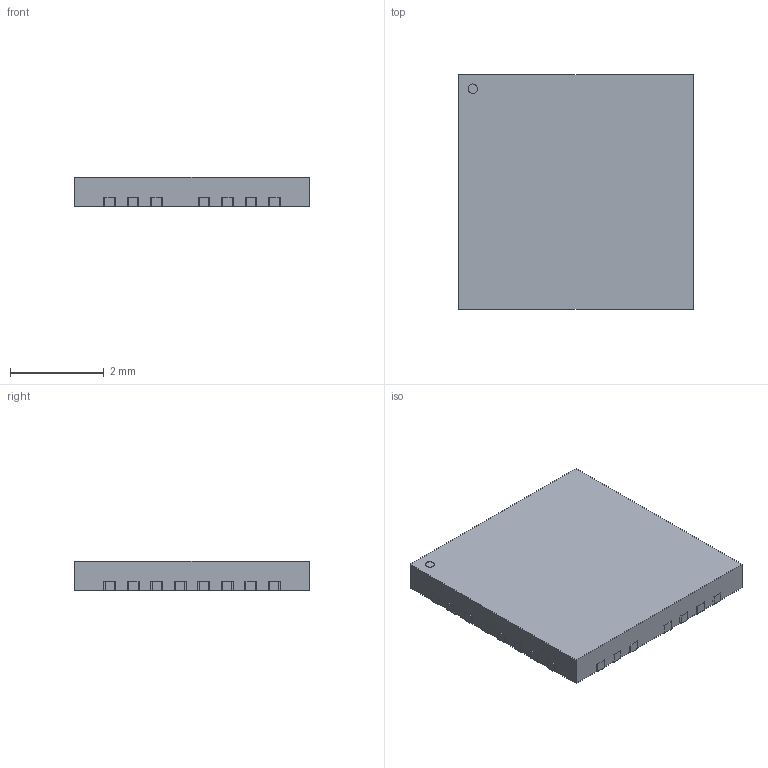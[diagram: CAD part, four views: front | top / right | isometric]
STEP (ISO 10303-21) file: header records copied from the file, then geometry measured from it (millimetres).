
FILE_DESCRIPTION(('FreeCAD Model'),'2;1');
FILE_NAME('Open CASCADE Shape Model','2021-06-11T01:25:56',( 'kicad StepUp'),('ksu MCAD'),'Open CASCADE STEP processor 7.5', 'FreeCAD','Unknown');
FILE_SCHEMA(('AUTOMOTIVE_DESIGN { 1 0 10303 214 1 1 1 1 }'));
Length unit declared in the file: millimetre
Products named in the file (1): Vishay_PowerPAK_MLP55_31L_cp
Bounding box: 5.02 x 5.02 x 0.62 mm (x, y, z)
Surface area: 101.8 mm2
Topology: 5 solids, 5 shells, 370 faces, 1062 edges, 708 vertices
Faces by surface type: plane 275, cylinder 95
Full cylindrical faces by diameter (mm): 0.2 x2
Entity records: 12243 total; most frequent: CARTESIAN_POINT 2141, ORIENTED_EDGE 2124, DIRECTION 2048, EDGE_CURVE 1062, LINE 818, VECTOR 818, VERTEX_POINT 708, AXIS2_PLACEMENT_3D 615
